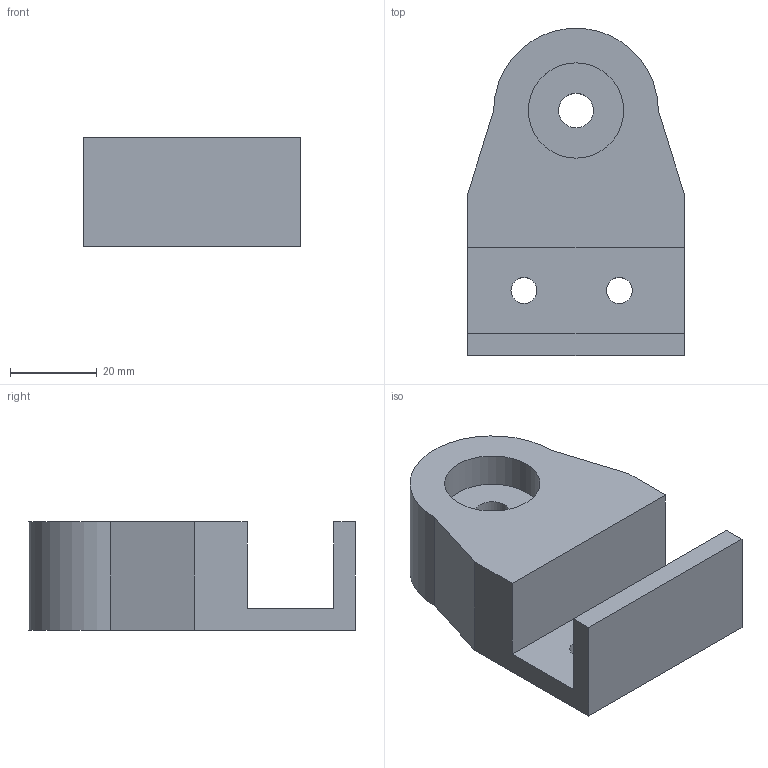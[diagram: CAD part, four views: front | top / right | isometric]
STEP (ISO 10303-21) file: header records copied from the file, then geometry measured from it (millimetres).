
FILE_DESCRIPTION(/* description */ ('STEP AP242','CAx-IF Rec.Pracs.---Representation and Presentation of Product Manufacturing Information (PMI)---4.0---2014-10-13','CAx-IF Rec.Pracs.---3D Tessellated Geometry---0.4---2014-09-14','2;1'),/* implementation_level */ '2;1');
FILE_NAME(/* name */ '6599d1fc844851426d4b3357',/* time_stamp */ '2024-01-06T22:19:40Z',/* author */ (''),/* organization */ (''),/* preprocessor_version */ 'ST-DEVELOPER v19.4',/* originating_system */ ' ',/* authorisation */ ' ');
FILE_SCHEMA (('AP242_MANAGED_MODEL_BASED_3D_ENGINEERING_MIM_LF { 1 0 10303 442 1 1 4 }'));
Length unit declared in the file: metre
Products named in the file (1): Part 1
Bounding box: 50 x 75.43 x 25 mm (x, y, z)
Volume: 57718.5 mm3; surface area: 14319.8 mm2
Topology: 1 solids, 1 shells, 17 faces, 42 edges, 28 vertices
Faces by surface type: plane 12, cylinder 5
Full cylindrical faces by diameter (mm): 6 x2, 8 x1, 22 x1
Entity records: 520 total; most frequent: DIRECTION 84, CARTESIAN_POINT 84, ORIENTED_EDGE 76, EDGE_CURVE 38, LINE 28, VECTOR 28, VERTEX_POINT 28, EDGE_LOOP 28
